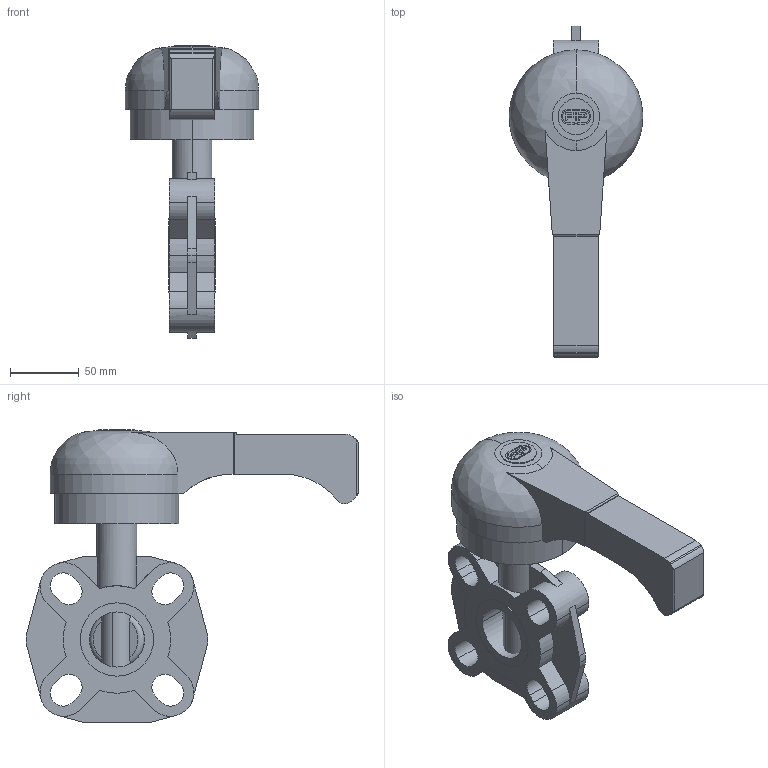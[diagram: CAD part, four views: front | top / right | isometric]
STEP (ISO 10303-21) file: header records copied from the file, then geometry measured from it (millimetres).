
FILE_DESCRIPTION(('STEP AP214'),'1');
FILE_NAME('fkomlm050e.stp','2018-03-07T07:47:52',('TraceParts'),('TraceParts S.A.'),'Spatial InterOp 3D',' ',' ');
FILE_SCHEMA(('automotive_design'));
Length unit declared in the file: millimetre
Products named in the file (4): fkomlm050e_1; fkomlm050e_2; fkomlm050e_3; fkomlm050e_4
Bounding box: 96.99 x 240.97 x 212.1 mm (x, y, z)
Volume: 860072 mm3; surface area: 120411.1 mm2
Topology: 4 solids, 4 shells, 200 faces, 544 edges, 363 vertices
Faces by surface type: plane 103, cylinder 91, torus 4, bspline 2
Entity records: 8399 total; most frequent: CARTESIAN_POINT 1457, DIRECTION 1140, ORIENTED_EDGE 1088, EDGE_CURVE 544, AXIS2_PLACEMENT_3D 412, VERTEX_POINT 363, LINE 316, VECTOR 316
